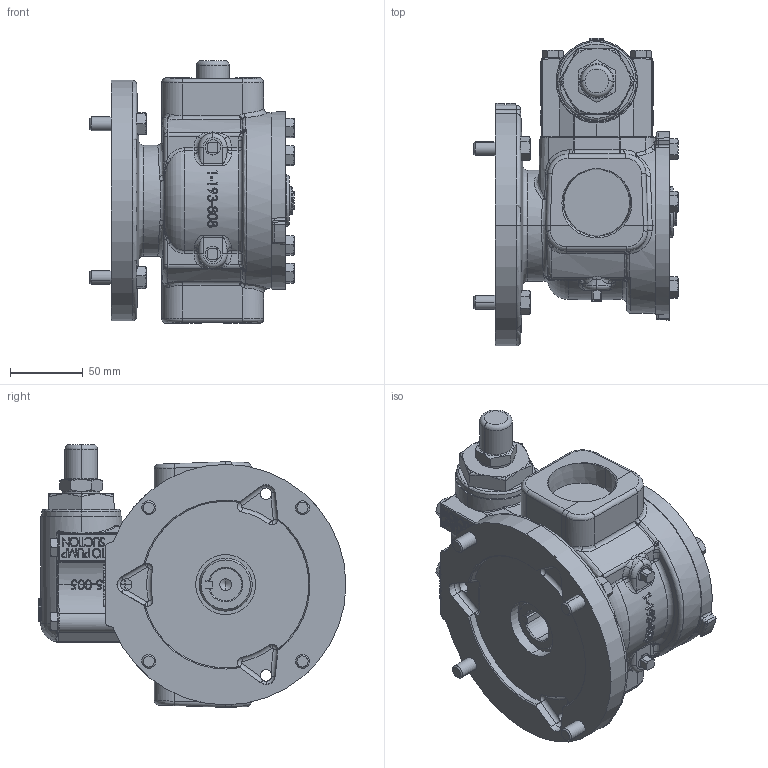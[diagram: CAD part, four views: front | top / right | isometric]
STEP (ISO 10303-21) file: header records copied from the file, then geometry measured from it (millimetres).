
FILE_DESCRIPTION (( 'STEP AP214' ), '1' );
FILE_NAME ('H75_143-5TC.STEP', '2017-05-15T14:51:49', ( '' ), ( '' ), 'SwSTEP 2.0', 'SolidWorks 2016', '' );
FILE_SCHEMA (( 'AUTOMOTIVE_DESIGN' ));
Length unit declared in the file: inch
Products named in the file (2): H75_143-5TC
Bounding box: 140.11 x 211.27 x 180.32 mm (x, y, z)
Volume: 1872438.8 mm3; surface area: 163085.5 mm2
Topology: 1 solids, 1 shells, 1808 faces, 4576 edges, 2852 vertices
Faces by surface type: plane 728, bspline 555, cylinder 243, cone 175, torus 68, sphere 39
Entity records: 90410 total; most frequent: CARTESIAN_POINT 46738, ORIENTED_EDGE 9088, DIRECTION 6125, EDGE_CURVE 4544, VERTEX_POINT 2851, AXIS2_PLACEMENT_3D 2113, EDGE_LOOP 1927, VECTOR 1899
